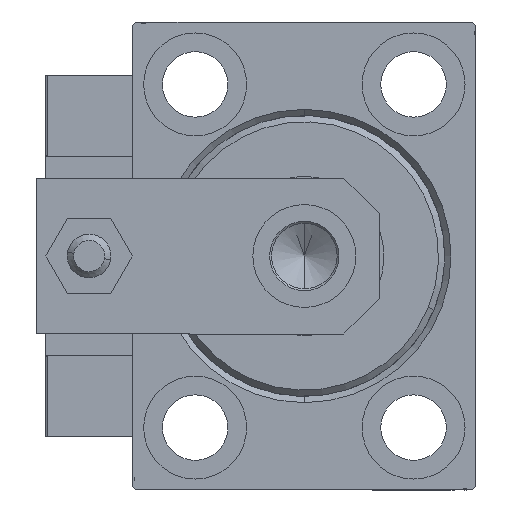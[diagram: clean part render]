
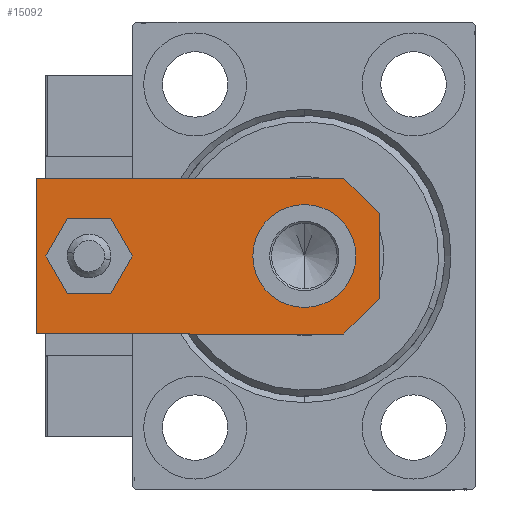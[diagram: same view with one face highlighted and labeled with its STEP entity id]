
A CAD part, left-side view. The second image highlights one B-rep face of the part: STEP entity #15092.
In plain terms, the highlighted face is planar.
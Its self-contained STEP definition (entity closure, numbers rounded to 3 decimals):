
#1551 = CARTESIAN_POINT ( 'NONE',  ( 6.84, 0., 6. ) ) ;
#1883 = DIRECTION ( 'NONE',  ( 0.707, 0.707, 0. ) ) ;
#2168 = CARTESIAN_POINT ( 'NONE',  ( -6.84, 0., 6. ) ) ;
#2724 = AXIS2_PLACEMENT_3D ( 'NONE', #11026, #42274, #13855 ) ;
#4347 = ORIENTED_EDGE ( 'NONE', *, *, #12075, .F. ) ;
#5512 = EDGE_CURVE ( 'NONE', #11446, #7291, #14913, .T. ) ;
#5524 = ORIENTED_EDGE ( 'NONE', *, *, #16562, .T. ) ;
#5603 = DIRECTION ( 'NONE',  ( 0., 0., 1. ) ) ;
#7265 = DIRECTION ( 'NONE',  ( 1., 0., 0. ) ) ;
#7291 = VERTEX_POINT ( 'NONE', #39622 ) ;
#7958 = CARTESIAN_POINT ( 'NONE',  ( -12.5, 0., 6. ) ) ;
#8687 = CARTESIAN_POINT ( 'NONE',  ( -4., 46.5, 6. ) ) ;
#8817 = CIRCLE ( 'NONE', #30896, 8.25 ) ;
#8929 = EDGE_LOOP ( 'NONE', ( #4347, #44473 ) ) ;
#9537 = CARTESIAN_POINT ( 'NONE',  ( 3.42, -3.42, 6. ) ) ;
#9878 = CIRCLE ( 'NONE', #45884, 8.25 ) ;
#10845 = VERTEX_POINT ( 'NONE', #2168 ) ;
#11026 = CARTESIAN_POINT ( 'NONE',  ( 0., 46.5, 6. ) ) ;
#11446 = VERTEX_POINT ( 'NONE', #24315 ) ;
#11832 = ORIENTED_EDGE ( 'NONE', *, *, #5512, .T. ) ;
#12075 = EDGE_CURVE ( 'NONE', #32102, #39736, #9878, .T. ) ;
#12689 = EDGE_CURVE ( 'NONE', #31679, #11446, #33162, .T. ) ;
#13855 = DIRECTION ( 'NONE',  ( 1., 0., 0. ) ) ;
#14913 = LINE ( 'NONE', #25947, #44952 ) ;
#15040 = CIRCLE ( 'NONE', #21603, 4. ) ;
#15078 = ORIENTED_EDGE ( 'NONE', *, *, #23282, .T. ) ;
#15092 = ADVANCED_FACE ( 'NONE', ( #34429, #34695, #41364 ), #49775, .T. ) ;
#15129 = CARTESIAN_POINT ( 'NONE',  ( 8.25, 12., 6. ) ) ;
#16204 = CARTESIAN_POINT ( 'NONE',  ( 12.5, 0., 6. ) ) ;
#16562 = EDGE_CURVE ( 'NONE', #10845, #43736, #46634, .T. ) ;
#16670 = ORIENTED_EDGE ( 'NONE', *, *, #12689, .T. ) ;
#17397 = VECTOR ( 'NONE', #1883, 1000. ) ;
#17653 = ORIENTED_EDGE ( 'NONE', *, *, #41810, .F. ) ;
#17859 = LINE ( 'NONE', #21207, #42381 ) ;
#17945 = DIRECTION ( 'NONE',  ( 0., 0., 1. ) ) ;
#18191 = DIRECTION ( 'NONE',  ( 0., 0., 1. ) ) ;
#18239 = AXIS2_PLACEMENT_3D ( 'NONE', #42117, #29825, #7265 ) ;
#18930 = CARTESIAN_POINT ( 'NONE',  ( -8.25, 12., 6. ) ) ;
#19972 = ORIENTED_EDGE ( 'NONE', *, *, #41744, .F. ) ;
#21061 = CARTESIAN_POINT ( 'NONE',  ( 12.5, 55., 6. ) ) ;
#21207 = CARTESIAN_POINT ( 'NONE',  ( -3.42, -3.42, 6. ) ) ;
#21603 = AXIS2_PLACEMENT_3D ( 'NONE', #34339, #18191, #34083 ) ;
#22809 = EDGE_LOOP ( 'NONE', ( #17653, #19972 ) ) ;
#23271 = EDGE_CURVE ( 'NONE', #39736, #32102, #8817, .T. ) ;
#23282 = EDGE_CURVE ( 'NONE', #7291, #10845, #17859, .T. ) ;
#23566 = DIRECTION ( 'NONE',  ( 1., 0., 0. ) ) ;
#24315 = CARTESIAN_POINT ( 'NONE',  ( -12.5, 55., 6. ) ) ;
#24815 = EDGE_CURVE ( 'NONE', #29221, #31679, #47238, .T. ) ;
#24953 = CARTESIAN_POINT ( 'NONE',  ( 12.5, 55., 6. ) ) ;
#25566 = DIRECTION ( 'NONE',  ( 1., 0., 0. ) ) ;
#25947 = CARTESIAN_POINT ( 'NONE',  ( -12.5, 55., 6. ) ) ;
#26255 = EDGE_LOOP ( 'NONE', ( #11832, #15078, #5524, #32413, #42943, #16670 ) ) ;
#26539 = CIRCLE ( 'NONE', #2724, 4. ) ;
#27427 = VECTOR ( 'NONE', #23566, 1000. ) ;
#29221 = VERTEX_POINT ( 'NONE', #40839 ) ;
#29825 = DIRECTION ( 'NONE',  ( 0., 0., 1. ) ) ;
#30896 = AXIS2_PLACEMENT_3D ( 'NONE', #37591, #5603, #25566 ) ;
#31679 = VERTEX_POINT ( 'NONE', #21061 ) ;
#32102 = VERTEX_POINT ( 'NONE', #18930 ) ;
#32413 = ORIENTED_EDGE ( 'NONE', *, *, #38655, .T. ) ;
#33019 = DIRECTION ( 'NONE',  ( 0.707, -0.707, 0. ) ) ;
#33162 = LINE ( 'NONE', #24953, #48386 ) ;
#34083 = DIRECTION ( 'NONE',  ( 1., 0., 0. ) ) ;
#34267 = VECTOR ( 'NONE', #39553, 1000. ) ;
#34339 = CARTESIAN_POINT ( 'NONE',  ( 0., 46.5, 6. ) ) ;
#34429 = FACE_BOUND ( 'NONE', #22809, .T. ) ;
#34695 = FACE_OUTER_BOUND ( 'NONE', #26255, .T. ) ;
#37188 = DIRECTION ( 'NONE',  ( 1., 0., 0. ) ) ;
#37591 = CARTESIAN_POINT ( 'NONE',  ( 0., 12., 6. ) ) ;
#37728 = VERTEX_POINT ( 'NONE', #8687 ) ;
#38655 = EDGE_CURVE ( 'NONE', #43736, #29221, #44641, .T. ) ;
#39553 = DIRECTION ( 'NONE',  ( 0., 1., 0. ) ) ;
#39622 = CARTESIAN_POINT ( 'NONE',  ( -12.5, 5.66, 6. ) ) ;
#39736 = VERTEX_POINT ( 'NONE', #15129 ) ;
#40839 = CARTESIAN_POINT ( 'NONE',  ( 12.5, 5.66, 6. ) ) ;
#41364 = FACE_BOUND ( 'NONE', #8929, .T. ) ;
#41744 = EDGE_CURVE ( 'NONE', #45974, #37728, #15040, .T. ) ;
#41810 = EDGE_CURVE ( 'NONE', #37728, #45974, #26539, .T. ) ;
#42117 = CARTESIAN_POINT ( 'NONE',  ( 0., 0., 6. ) ) ;
#42274 = DIRECTION ( 'NONE',  ( 0., 0., 1. ) ) ;
#42381 = VECTOR ( 'NONE', #33019, 1000. ) ;
#42943 = ORIENTED_EDGE ( 'NONE', *, *, #24815, .T. ) ;
#43736 = VERTEX_POINT ( 'NONE', #1551 ) ;
#44473 = ORIENTED_EDGE ( 'NONE', *, *, #23271, .F. ) ;
#44641 = LINE ( 'NONE', #9537, #17397 ) ;
#44952 = VECTOR ( 'NONE', #46186, 1000. ) ;
#45884 = AXIS2_PLACEMENT_3D ( 'NONE', #49458, #17945, #37188 ) ;
#45974 = VERTEX_POINT ( 'NONE', #47841 ) ;
#46186 = DIRECTION ( 'NONE',  ( 0., -1., 0. ) ) ;
#46634 = LINE ( 'NONE', #7958, #27427 ) ;
#47238 = LINE ( 'NONE', #16204, #34267 ) ;
#47841 = CARTESIAN_POINT ( 'NONE',  ( 4., 46.5, 6. ) ) ;
#48386 = VECTOR ( 'NONE', #48533, 1000. ) ;
#48533 = DIRECTION ( 'NONE',  ( -1., 0., 0. ) ) ;
#49458 = CARTESIAN_POINT ( 'NONE',  ( 0., 12., 6. ) ) ;
#49775 = PLANE ( 'NONE',  #18239 ) ;
